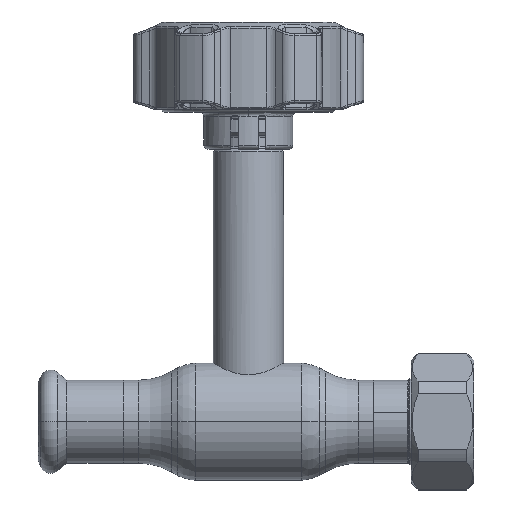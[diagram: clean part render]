
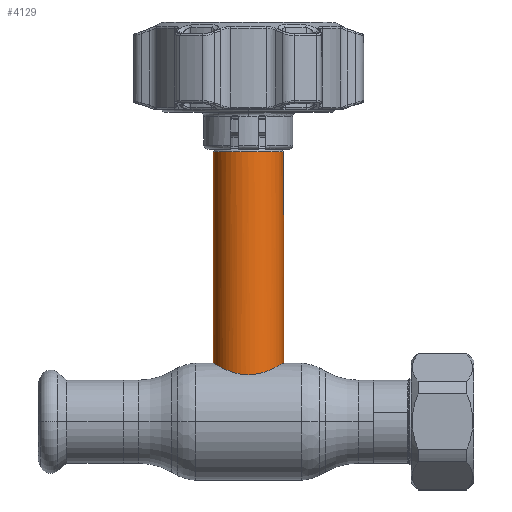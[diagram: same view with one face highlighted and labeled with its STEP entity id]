
A CAD part, top view. The second image highlights one B-rep face of the part: STEP entity #4129.
In plain terms, the highlighted cylindrical face has radius 9 mm (diameter 18 mm), a partial arc.
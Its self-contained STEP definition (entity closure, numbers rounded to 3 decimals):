
#369 = EDGE_CURVE ( 'NONE', #16115, #16299, #15408, .T. ) ;
#401 = ORIENTED_EDGE ( 'NONE', *, *, #21399, .T. ) ;
#484 = CIRCLE ( 'NONE', #35346, 9. ) ;
#718 = DIRECTION ( 'NONE',  ( 0., -1., 0. ) ) ;
#2543 = CARTESIAN_POINT ( 'NONE',  ( -1.509, 12.091, 8.878 ) ) ;
#2916 = CARTESIAN_POINT ( 'NONE',  ( -8.938, 14.963, 1.209 ) ) ;
#4085 = DIRECTION ( 'NONE',  ( 0., -1., 0. ) ) ;
#4129 = ADVANCED_FACE ( 'NONE', ( #9778 ), #20842, .T. ) ;
#5277 = CARTESIAN_POINT ( 'NONE',  ( -1.213, 12.057, 8.923 ) ) ;
#5459 = CARTESIAN_POINT ( 'NONE',  ( -7.781, 14.299, 4.56 ) ) ;
#5540 = ORIENTED_EDGE ( 'NONE', *, *, #369, .F. ) ;
#5643 = CARTESIAN_POINT ( 'NONE',  ( 7.781, 14.299, 4.56 ) ) ;
#5778 = DIRECTION ( 'NONE',  ( -1., 0., 0. ) ) ;
#7858 = CARTESIAN_POINT ( 'NONE',  ( 5.948, 13.389, 6.778 ) ) ;
#8044 = CARTESIAN_POINT ( 'NONE',  ( -9., 15., 0.611 ) ) ;
#8129 = B_SPLINE_CURVE_WITH_KNOTS ( 'NONE', 3,
 ( #22036, #8044, #2916, #13498, #11328, #19302, #5459, #16400, #24576, #30031, #27476, #32733, #16761, #13330, #22388, #22212, #33434, #2543, #5277, #8564, #16225, #8391, #35450, #30206, #30743, #35806, #13685, #13872, #21659, #16043, #27113, #24400, #7858, #19485, #16581, #35615, #33270, #5643, #27833, #18946, #10784, #21854, #24753, #10975, #32921, #19126, #27650, #33099 ),
 .UNSPECIFIED., .F., .F.,
 ( 4, 2, 2, 2, 2, 2, 2, 2, 2, 2, 2, 2, 2, 2, 2, 2, 2, 2, 2, 2, 2, 2, 2, 4 ),
 ( 0., 0.002, 0.004, 0.005, 0.007, 0.008, 0.009, 0.011, 0.013, 0.014, 0.014, 0.016, 0.017, 0.018, 0.019, 0.02, 0.022, 0.023, 0.023, 0.025, 0.026, 0.027, 0.028, 0.029 ),
 .UNSPECIFIED. ) ;
#8391 = CARTESIAN_POINT ( 'NONE',  ( 0.606, 12., 9. ) ) ;
#8564 = CARTESIAN_POINT ( 'NONE',  ( -0.613, 12.012, 8.984 ) ) ;
#8942 = LINE ( 'NONE', #12062, #33974 ) ;
#9414 = CARTESIAN_POINT ( 'NONE',  ( 0., 0., 0. ) ) ;
#9778 = FACE_OUTER_BOUND ( 'NONE', #24205, .T. ) ;
#10784 = CARTESIAN_POINT ( 'NONE',  ( 8.509, 14.711, 2.947 ) ) ;
#10975 = CARTESIAN_POINT ( 'NONE',  ( 8.878, 14.927, 1.506 ) ) ;
#11328 = CARTESIAN_POINT ( 'NONE',  ( -8.519, 14.715, 2.961 ) ) ;
#11474 = DIRECTION ( 'NONE',  ( 0., -1., 0. ) ) ;
#12062 = CARTESIAN_POINT ( 'NONE',  ( -9., 0., 0. ) ) ;
#13330 = CARTESIAN_POINT ( 'NONE',  ( -4.543, 12.824, 7.791 ) ) ;
#13498 = CARTESIAN_POINT ( 'NONE',  ( -8.7, 14.821, 2.382 ) ) ;
#13685 = CARTESIAN_POINT ( 'NONE',  ( 3.223, 12.423, 8.408 ) ) ;
#13872 = CARTESIAN_POINT ( 'NONE',  ( 3.763, 12.574, 8.181 ) ) ;
#14989 = ORIENTED_EDGE ( 'NONE', *, *, #29384, .T. ) ;
#15408 = LINE ( 'NONE', #23398, #19843 ) ;
#15591 = ORIENTED_EDGE ( 'NONE', *, *, #19106, .T. ) ;
#16043 = CARTESIAN_POINT ( 'NONE',  ( 4.539, 12.827, 7.777 ) ) ;
#16115 = VERTEX_POINT ( 'NONE', #16532 ) ;
#16225 = CARTESIAN_POINT ( 'NONE',  ( -0.308, 12., 9. ) ) ;
#16299 = VERTEX_POINT ( 'NONE', #33926 ) ;
#16400 = CARTESIAN_POINT ( 'NONE',  ( -7.126, 13.954, 5.528 ) ) ;
#16532 = CARTESIAN_POINT ( 'NONE',  ( 9., 69.069, 0. ) ) ;
#16581 = CARTESIAN_POINT ( 'NONE',  ( 6.756, 13.77, 5.953 ) ) ;
#16727 = CARTESIAN_POINT ( 'NONE',  ( -9., 69.069, 0. ) ) ;
#16761 = CARTESIAN_POINT ( 'NONE',  ( -5.259, 13.1, 7.309 ) ) ;
#16783 = VERTEX_POINT ( 'NONE', #16727 ) ;
#17405 = DIRECTION ( 'NONE',  ( -1., 0., 0. ) ) ;
#18946 = CARTESIAN_POINT ( 'NONE',  ( 8.406, 14.651, 3.229 ) ) ;
#19106 = EDGE_CURVE ( 'NONE', #34801, #16299, #8129, .T. ) ;
#19126 = CARTESIAN_POINT ( 'NONE',  ( 8.984, 14.991, 0.611 ) ) ;
#19302 = CARTESIAN_POINT ( 'NONE',  ( -8.06, 14.454, 4.048 ) ) ;
#19485 = CARTESIAN_POINT ( 'NONE',  ( 6.56, 13.675, 6.169 ) ) ;
#19843 = VECTOR ( 'NONE', #4085, 1000. ) ;
#20842 = CYLINDRICAL_SURFACE ( 'NONE', #28940, 9. ) ;
#21399 = EDGE_CURVE ( 'NONE', #16783, #34801, #8942, .T. ) ;
#21659 = CARTESIAN_POINT ( 'NONE',  ( 4.026, 12.655, 8.055 ) ) ;
#21854 = CARTESIAN_POINT ( 'NONE',  ( 8.685, 14.813, 2.378 ) ) ;
#22036 = CARTESIAN_POINT ( 'NONE',  ( -9., 15., 0. ) ) ;
#22212 = CARTESIAN_POINT ( 'NONE',  ( -2.963, 12.35, 8.518 ) ) ;
#22388 = CARTESIAN_POINT ( 'NONE',  ( -4.037, 12.65, 8.065 ) ) ;
#23398 = CARTESIAN_POINT ( 'NONE',  ( 9., 0., 0. ) ) ;
#23766 = CARTESIAN_POINT ( 'NONE',  ( -9., 15., 0. ) ) ;
#24205 = EDGE_LOOP ( 'NONE', ( #5540, #14989, #401, #15591 ) ) ;
#24400 = CARTESIAN_POINT ( 'NONE',  ( 5.507, 13.196, 7.142 ) ) ;
#24576 = CARTESIAN_POINT ( 'NONE',  ( -6.758, 13.768, 5.971 ) ) ;
#24753 = CARTESIAN_POINT ( 'NONE',  ( 8.759, 14.857, 2.09 ) ) ;
#27113 = CARTESIAN_POINT ( 'NONE',  ( 4.789, 12.918, 7.626 ) ) ;
#27476 = CARTESIAN_POINT ( 'NONE',  ( -5.937, 13.387, 6.77 ) ) ;
#27650 = CARTESIAN_POINT ( 'NONE',  ( 9., 15., 0.305 ) ) ;
#27833 = CARTESIAN_POINT ( 'NONE',  ( 8.059, 14.454, 4.05 ) ) ;
#28940 = AXIS2_PLACEMENT_3D ( 'NONE', #9414, #31197, #17405 ) ;
#29384 = EDGE_CURVE ( 'NONE', #16115, #16783, #484, .T. ) ;
#30031 = CARTESIAN_POINT ( 'NONE',  ( -6.15, 13.483, 6.577 ) ) ;
#30206 = CARTESIAN_POINT ( 'NONE',  ( 2.086, 12.176, 8.76 ) ) ;
#30743 = CARTESIAN_POINT ( 'NONE',  ( 2.378, 12.23, 8.685 ) ) ;
#31043 = CARTESIAN_POINT ( 'NONE',  ( 0., 69.069, 0. ) ) ;
#31197 = DIRECTION ( 'NONE',  ( 0., -1., 0. ) ) ;
#32733 = CARTESIAN_POINT ( 'NONE',  ( -5.492, 13.196, 7.136 ) ) ;
#32921 = CARTESIAN_POINT ( 'NONE',  ( 8.923, 14.954, 1.21 ) ) ;
#33099 = CARTESIAN_POINT ( 'NONE',  ( 9., 15., 0. ) ) ;
#33270 = CARTESIAN_POINT ( 'NONE',  ( 7.296, 14.043, 5.277 ) ) ;
#33434 = CARTESIAN_POINT ( 'NONE',  ( -2.387, 12.221, 8.698 ) ) ;
#33926 = CARTESIAN_POINT ( 'NONE',  ( 9., 15., 0. ) ) ;
#33974 = VECTOR ( 'NONE', #718, 1000. ) ;
#34801 = VERTEX_POINT ( 'NONE', #23766 ) ;
#35346 = AXIS2_PLACEMENT_3D ( 'NONE', #31043, #11474, #5778 ) ;
#35450 = CARTESIAN_POINT ( 'NONE',  ( 1.205, 12.046, 8.939 ) ) ;
#35615 = CARTESIAN_POINT ( 'NONE',  ( 7.124, 13.954, 5.508 ) ) ;
#35806 = CARTESIAN_POINT ( 'NONE',  ( 2.947, 12.353, 8.509 ) ) ;
